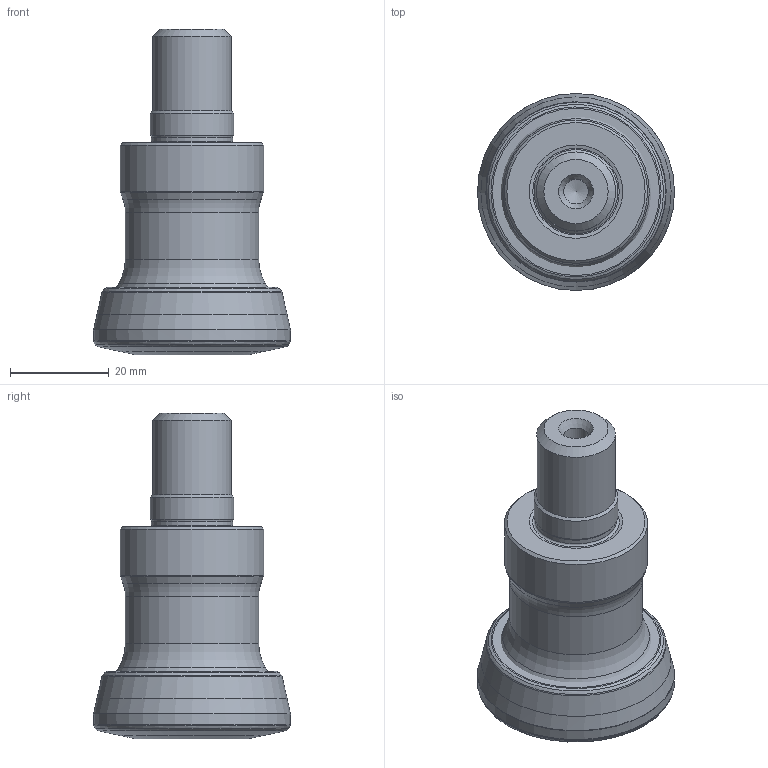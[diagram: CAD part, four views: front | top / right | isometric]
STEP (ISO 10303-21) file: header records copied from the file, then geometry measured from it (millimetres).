
FILE_DESCRIPTION(/* description */ (''),/* implementation_level */ '2;1');
FILE_NAME(/* name */ 'ax_step_export_TOP_PART.stp',/* time_stamp */ '2023-09-21T14:04:23+02:00',/* author */ (''),/* organization */ (''),/* preprocessor_version */ 'ST-DEVELOPER v16.7',/* originating_system */ 'SIEMENS PLM Software NX 12.0',/* authorisation */ '');
FILE_SCHEMA (('AUTOMOTIVE_DESIGN { 1 0 10303 214 3 1 1 1 }'));
Length unit declared in the file: millimetre
Products named in the file (4): CUT; NOCUT; ASSEMBLY_CONSTRUCTION; TOP_PART
Assembly tree (3 placements, depth 2):
  TOP_PART
    ASSEMBLY_CONSTRUCTION
    NOCUT
    CUT
Bounding box: 39.89 x 39.89 x 65.99 mm (x, y, z)
Volume: 45846.3 mm3; surface area: 11273.7 mm2
Topology: 2 solids, 2 shells, 66 faces, 201 edges, 172 vertices
Faces by surface type: revolution 32, cone 13, torus 11, cylinder 6, plane 4
Full cylindrical faces by diameter (mm): 5 x1, 16 x1, 16.5 x1, 17 x1, 27 x1, 29 x1
Entity records: 2138 total; most frequent: CARTESIAN_POINT 661, DIRECTION 260, FACE_BOUND 130, EDGE_LOOP 130, ORIENTED_EDGE 130, AXIS2_PLACEMENT_3D 112, ADVANCED_FACE 66, VERTEX_POINT 66
